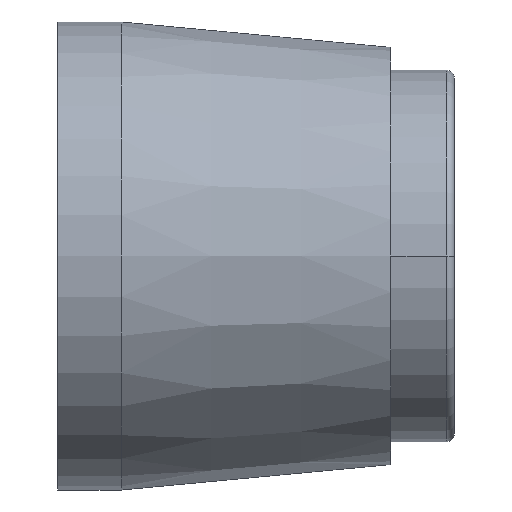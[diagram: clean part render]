
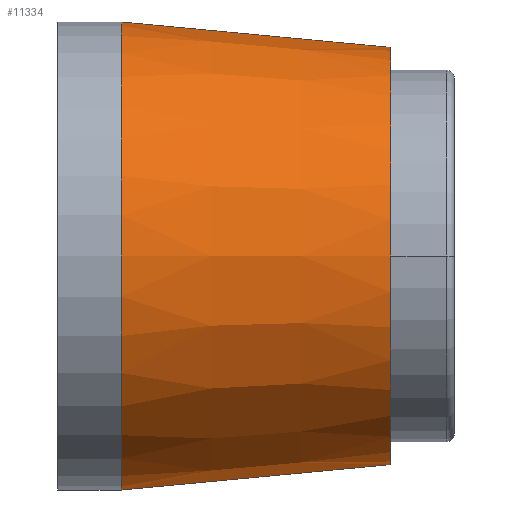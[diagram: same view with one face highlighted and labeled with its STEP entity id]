
A CAD part, left-side view. The second image highlights one B-rep face of the part: STEP entity #11334.
In plain terms, the highlighted conical face has half-angle 5.377 degrees and reference radius 263 mm.
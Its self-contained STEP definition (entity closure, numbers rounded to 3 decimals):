
#251 = VERTEX_POINT ( 'NONE', #4396 ) ;
#368 = DIRECTION ( 'NONE',  ( 0., 0., 1. ) ) ;
#854 = DIRECTION ( 'NONE',  ( 0., 0.996, 0.094 ) ) ;
#999 = LINE ( 'NONE', #13259, #6303 ) ;
#1201 = LINE ( 'NONE', #7916, #1357 ) ;
#1357 = VECTOR ( 'NONE', #854, 1000. ) ;
#2581 = DIRECTION ( 'NONE',  ( 0., 1., 0. ) ) ;
#2608 = ORIENTED_EDGE ( 'NONE', *, *, #13332, .T. ) ;
#3466 = EDGE_LOOP ( 'NONE', ( #6999, #10701, #2608, #8942 ) ) ;
#3929 = DIRECTION ( 'NONE',  ( 0., 0., 1. ) ) ;
#4149 = DIRECTION ( 'NONE',  ( 0., 0., 1. ) ) ;
#4180 = CONICAL_SURFACE ( 'NONE', #6071, 263., 0.094 ) ;
#4396 = CARTESIAN_POINT ( 'NONE',  ( 0., 0., 295. ) ) ;
#4816 = CARTESIAN_POINT ( 'NONE',  ( 0., -340., -263. ) ) ;
#6071 = AXIS2_PLACEMENT_3D ( 'NONE', #8506, #13022, #4149 ) ;
#6303 = VECTOR ( 'NONE', #13330, 1000. ) ;
#6999 = ORIENTED_EDGE ( 'NONE', *, *, #12411, .F. ) ;
#7916 = CARTESIAN_POINT ( 'NONE',  ( 0., -340., 263. ) ) ;
#8506 = CARTESIAN_POINT ( 'NONE',  ( 0., -340., 0. ) ) ;
#8942 = ORIENTED_EDGE ( 'NONE', *, *, #13554, .F. ) ;
#9454 = VERTEX_POINT ( 'NONE', #4816 ) ;
#10163 = CARTESIAN_POINT ( 'NONE',  ( 0., 0., -295. ) ) ;
#10701 = ORIENTED_EDGE ( 'NONE', *, *, #11520, .T. ) ;
#11269 = AXIS2_PLACEMENT_3D ( 'NONE', #12409, #2581, #368 ) ;
#11334 = ADVANCED_FACE ( 'NONE', ( #14269 ), #4180, .T. ) ;
#11520 = EDGE_CURVE ( 'NONE', #9454, #13519, #11973, .T. ) ;
#11840 = DIRECTION ( 'NONE',  ( 0., 1., 0. ) ) ;
#11973 = CIRCLE ( 'NONE', #13860, 263. ) ;
#12040 = VERTEX_POINT ( 'NONE', #10163 ) ;
#12263 = CARTESIAN_POINT ( 'NONE',  ( 0., -340., 263. ) ) ;
#12409 = CARTESIAN_POINT ( 'NONE',  ( 0., 0., 0. ) ) ;
#12411 = EDGE_CURVE ( 'NONE', #9454, #12040, #999, .T. ) ;
#12936 = CIRCLE ( 'NONE', #11269, 295. ) ;
#13022 = DIRECTION ( 'NONE',  ( 0., 1., 0. ) ) ;
#13259 = CARTESIAN_POINT ( 'NONE',  ( 0., -340., -263. ) ) ;
#13330 = DIRECTION ( 'NONE',  ( 0., 0.996, -0.094 ) ) ;
#13332 = EDGE_CURVE ( 'NONE', #13519, #251, #1201, .T. ) ;
#13519 = VERTEX_POINT ( 'NONE', #12263 ) ;
#13554 = EDGE_CURVE ( 'NONE', #12040, #251, #12936, .T. ) ;
#13860 = AXIS2_PLACEMENT_3D ( 'NONE', #14049, #11840, #3929 ) ;
#14049 = CARTESIAN_POINT ( 'NONE',  ( 0., -340., 0. ) ) ;
#14269 = FACE_OUTER_BOUND ( 'NONE', #3466, .T. ) ;
